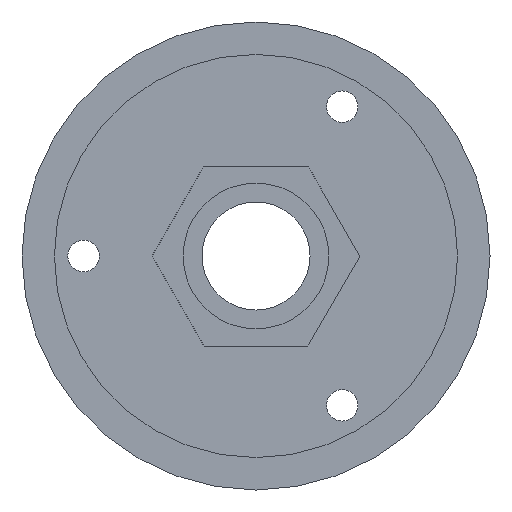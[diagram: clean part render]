
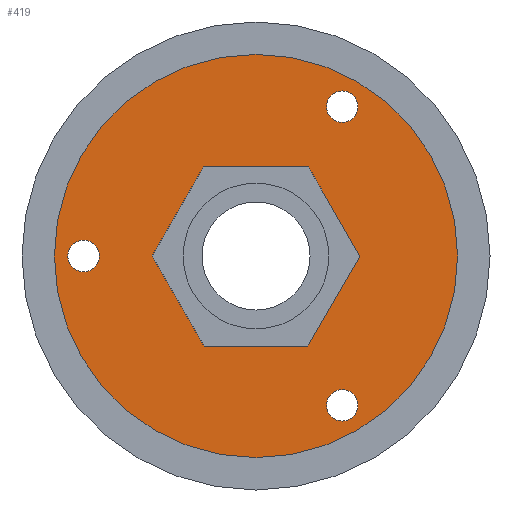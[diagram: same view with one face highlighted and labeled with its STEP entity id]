
A CAD part, front view. The second image highlights one B-rep face of the part: STEP entity #419.
In plain terms, the highlighted planar face has unit normal (0, -1, 0).
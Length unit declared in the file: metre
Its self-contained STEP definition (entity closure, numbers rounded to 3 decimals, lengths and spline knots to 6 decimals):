
#38=LINE('',#662,#74);
#39=LINE('',#665,#75);
#40=LINE('',#667,#76);
#41=LINE('',#669,#77);
#42=LINE('',#671,#78);
#43=LINE('',#673,#79);
#74=VECTOR('',#548,1.);
#75=VECTOR('',#549,1.);
#76=VECTOR('',#550,1.);
#77=VECTOR('',#551,1.);
#78=VECTOR('',#552,1.);
#79=VECTOR('',#553,1.);
#101=PLANE('',#466);
#159=ORIENTED_EDGE('',*,*,#237,.T.);
#160=ORIENTED_EDGE('',*,*,#238,.T.);
#161=ORIENTED_EDGE('',*,*,#239,.T.);
#162=ORIENTED_EDGE('',*,*,#240,.T.);
#163=ORIENTED_EDGE('',*,*,#241,.T.);
#164=ORIENTED_EDGE('',*,*,#242,.T.);
#165=ORIENTED_EDGE('',*,*,#243,.T.);
#166=ORIENTED_EDGE('',*,*,#244,.T.);
#167=ORIENTED_EDGE('',*,*,#245,.T.);
#168=ORIENTED_EDGE('',*,*,#236,.T.);
#236=EDGE_CURVE('',#280,#280,#306,.T.);
#237=EDGE_CURVE('',#281,#282,#38,.T.);
#238=EDGE_CURVE('',#282,#283,#39,.T.);
#239=EDGE_CURVE('',#283,#284,#40,.T.);
#240=EDGE_CURVE('',#284,#285,#41,.T.);
#241=EDGE_CURVE('',#285,#286,#42,.T.);
#242=EDGE_CURVE('',#286,#281,#43,.T.);
#243=EDGE_CURVE('',#287,#287,#307,.T.);
#244=EDGE_CURVE('',#288,#288,#308,.T.);
#245=EDGE_CURVE('',#289,#289,#309,.T.);
#280=VERTEX_POINT('',#660);
#281=VERTEX_POINT('',#663);
#282=VERTEX_POINT('',#664);
#283=VERTEX_POINT('',#666);
#284=VERTEX_POINT('',#668);
#285=VERTEX_POINT('',#670);
#286=VERTEX_POINT('',#672);
#287=VERTEX_POINT('',#675);
#288=VERTEX_POINT('',#677);
#289=VERTEX_POINT('',#679);
#306=CIRCLE('',#465,0.0224);
#307=CIRCLE('',#467,0.00175);
#308=CIRCLE('',#468,0.00175);
#309=CIRCLE('',#469,0.00175);
#333=EDGE_LOOP('',(#159,#160,#161,#162,#163,#164));
#334=EDGE_LOOP('',(#165));
#335=EDGE_LOOP('',(#166));
#336=EDGE_LOOP('',(#167));
#337=EDGE_LOOP('',(#168));
#377=FACE_BOUND('',#333,.T.);
#378=FACE_BOUND('',#334,.T.);
#379=FACE_BOUND('',#335,.T.);
#380=FACE_BOUND('',#336,.T.);
#381=FACE_BOUND('',#337,.T.);
#419=ADVANCED_FACE('',(#377,#378,#379,#380,#381),#101,.T.);
#465=AXIS2_PLACEMENT_3D('',#659,#544,#545);
#466=AXIS2_PLACEMENT_3D('',#661,#546,#547);
#467=AXIS2_PLACEMENT_3D('',#674,#554,#555);
#468=AXIS2_PLACEMENT_3D('',#676,#556,#557);
#469=AXIS2_PLACEMENT_3D('',#678,#558,#559);
#544=DIRECTION('',(0.,-1.,0.));
#545=DIRECTION('',(1.,0.,0.));
#546=DIRECTION('',(0.,-1.,0.));
#547=DIRECTION('',(1.,0.,0.));
#548=DIRECTION('',(0.5,0.,0.866));
#549=DIRECTION('',(1.,0.,0.));
#550=DIRECTION('',(0.5,0.,-0.866));
#551=DIRECTION('',(-0.5,0.,-0.866));
#552=DIRECTION('',(-1.,0.,0.));
#553=DIRECTION('',(-0.5,0.,0.866));
#554=DIRECTION('',(0.,1.,0.));
#555=DIRECTION('',(-1.,0.,0.));
#556=DIRECTION('',(0.,1.,0.));
#557=DIRECTION('',(-1.,0.,0.));
#558=DIRECTION('',(0.,1.,0.));
#559=DIRECTION('',(-1.,0.,0.));
#659=CARTESIAN_POINT('',(0.,-0.011,0.));
#660=CARTESIAN_POINT('',(0.0224,-0.011,0.));
#661=CARTESIAN_POINT('',(0.,-0.011,0.));
#662=CARTESIAN_POINT('',(-0.010104,-0.011,0.0025));
#663=CARTESIAN_POINT('',(-0.011547,-0.011,0.));
#664=CARTESIAN_POINT('',(-0.005774,-0.011,0.01));
#665=CARTESIAN_POINT('',(-0.002887,-0.011,0.01));
#666=CARTESIAN_POINT('',(0.005774,-0.011,0.01));
#667=CARTESIAN_POINT('',(0.007217,-0.011,0.0075));
#668=CARTESIAN_POINT('',(0.011547,-0.011,0.));
#669=CARTESIAN_POINT('',(0.010104,-0.011,-0.0025));
#670=CARTESIAN_POINT('',(0.005774,-0.011,-0.01));
#671=CARTESIAN_POINT('',(0.002887,-0.011,-0.01));
#672=CARTESIAN_POINT('',(-0.005774,-0.011,-0.01));
#673=CARTESIAN_POINT('',(-0.007217,-0.011,-0.0075));
#674=CARTESIAN_POINT('',(0.009578,-0.011,0.016589));
#675=CARTESIAN_POINT('',(0.007828,-0.011,0.016589));
#676=CARTESIAN_POINT('',(-0.019155,-0.011,0.));
#677=CARTESIAN_POINT('',(-0.020905,-0.011,0.));
#678=CARTESIAN_POINT('',(0.009578,-0.011,-0.016589));
#679=CARTESIAN_POINT('',(0.007828,-0.011,-0.016589));
